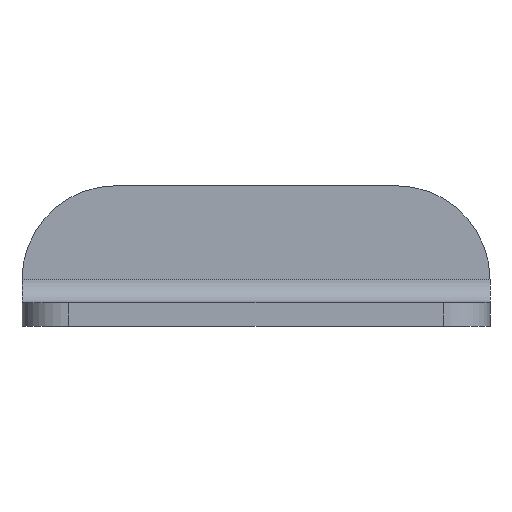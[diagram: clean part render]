
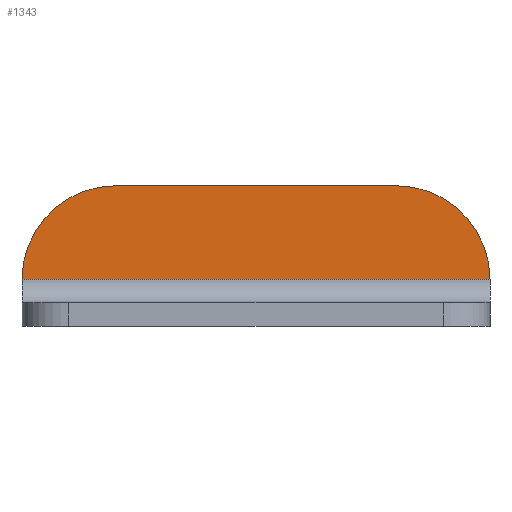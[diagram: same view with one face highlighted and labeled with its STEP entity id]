
A CAD part, front view. The second image highlights one B-rep face of the part: STEP entity #1343.
In plain terms, the highlighted planar face has unit normal (0, -1, 0).
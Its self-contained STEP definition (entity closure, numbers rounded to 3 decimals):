
#57 = VERTEX_POINT('',#58);
#58 = CARTESIAN_POINT('',(-50.,-2.5,10.));
#77 = CYLINDRICAL_SURFACE('',#78,5.);
#78 = AXIS2_PLACEMENT_3D('',#79,#80,#81);
#79 = CARTESIAN_POINT('',(50.,-7.5,10.));
#80 = DIRECTION('',(-1.,0.,0.));
#81 = DIRECTION('',(-0.,0.,-1.));
#105 = CYLINDRICAL_SURFACE('',#106,20.);
#106 = AXIS2_PLACEMENT_3D('',#107,#108,#109);
#107 = CARTESIAN_POINT('',(-30.,-2.5,10.));
#108 = DIRECTION('',(0.,1.,0.));
#109 = DIRECTION('',(0.,0.,1.));
#464 = VERTEX_POINT('',#465);
#465 = CARTESIAN_POINT('',(50.,-2.5,10.));
#487 = EDGE_CURVE('',#464,#57,#488,.T.);
#488 = SURFACE_CURVE('',#489,(#493,#500),.PCURVE_S1.);
#489 = LINE('',#490,#491);
#490 = CARTESIAN_POINT('',(50.,-2.5,10.));
#491 = VECTOR('',#492,1.);
#492 = DIRECTION('',(-1.,0.,0.));
#493 = PCURVE('',#77,#494);
#494 = DEFINITIONAL_REPRESENTATION('',(#495),#499);
#495 = LINE('',#496,#497);
#496 = CARTESIAN_POINT('',(-1.571,0.));
#497 = VECTOR('',#498,1.);
#498 = DIRECTION('',(-0.,1.));
#499 = ( GEOMETRIC_REPRESENTATION_CONTEXT(2) 
PARAMETRIC_REPRESENTATION_CONTEXT() REPRESENTATION_CONTEXT('2D SPACE',''
  ) );
#500 = PCURVE('',#501,#506);
#501 = PLANE('',#502);
#502 = AXIS2_PLACEMENT_3D('',#503,#504,#505);
#503 = CARTESIAN_POINT('',(50.,-2.5,5.));
#504 = DIRECTION('',(0.,-1.,0.));
#505 = DIRECTION('',(-1.,0.,0.));
#506 = DEFINITIONAL_REPRESENTATION('',(#507),#511);
#507 = LINE('',#508,#509);
#508 = CARTESIAN_POINT('',(0.,-5.));
#509 = VECTOR('',#510,1.);
#510 = DIRECTION('',(1.,0.));
#511 = ( GEOMETRIC_REPRESENTATION_CONTEXT(2) 
PARAMETRIC_REPRESENTATION_CONTEXT() REPRESENTATION_CONTEXT('2D SPACE',''
  ) );
#568 = EDGE_CURVE('',#569,#57,#571,.T.);
#569 = VERTEX_POINT('',#570);
#570 = CARTESIAN_POINT('',(-30.,-2.5,30.));
#571 = SURFACE_CURVE('',#572,(#577,#584),.PCURVE_S1.);
#572 = CIRCLE('',#573,20.);
#573 = AXIS2_PLACEMENT_3D('',#574,#575,#576);
#574 = CARTESIAN_POINT('',(-30.,-2.5,10.));
#575 = DIRECTION('',(0.,-1.,0.));
#576 = DIRECTION('',(0.,0.,1.));
#577 = PCURVE('',#105,#578);
#578 = DEFINITIONAL_REPRESENTATION('',(#579),#583);
#579 = LINE('',#580,#581);
#580 = CARTESIAN_POINT('',(-0.,0.));
#581 = VECTOR('',#582,1.);
#582 = DIRECTION('',(-1.,0.));
#583 = ( GEOMETRIC_REPRESENTATION_CONTEXT(2) 
PARAMETRIC_REPRESENTATION_CONTEXT() REPRESENTATION_CONTEXT('2D SPACE',''
  ) );
#584 = PCURVE('',#501,#585);
#585 = DEFINITIONAL_REPRESENTATION('',(#586),#590);
#586 = CIRCLE('',#587,20.);
#587 = AXIS2_PLACEMENT_2D('',#588,#589);
#588 = CARTESIAN_POINT('',(80.,-5.));
#589 = DIRECTION('',(0.,-1.));
#590 = ( GEOMETRIC_REPRESENTATION_CONTEXT(2) 
PARAMETRIC_REPRESENTATION_CONTEXT() REPRESENTATION_CONTEXT('2D SPACE',''
  ) );
#640 = PLANE('',#641);
#641 = AXIS2_PLACEMENT_3D('',#642,#643,#644);
#642 = CARTESIAN_POINT('',(0.,0.,30.));
#643 = DIRECTION('',(0.,0.,1.));
#644 = DIRECTION('',(1.,0.,0.));
#1199 = CYLINDRICAL_SURFACE('',#1200,20.);
#1200 = AXIS2_PLACEMENT_3D('',#1201,#1202,#1203);
#1201 = CARTESIAN_POINT('',(30.,2.5,10.));
#1202 = DIRECTION('',(0.,-1.,0.));
#1203 = DIRECTION('',(0.,0.,1.));
#1343 = ADVANCED_FACE('',(#1344),#501,.T.);
#1344 = FACE_BOUND('',#1345,.T.);
#1345 = EDGE_LOOP('',(#1346,#1347,#1375,#1396));
#1346 = ORIENTED_EDGE('',*,*,#487,.F.);
#1347 = ORIENTED_EDGE('',*,*,#1348,.F.);
#1348 = EDGE_CURVE('',#1349,#464,#1351,.T.);
#1349 = VERTEX_POINT('',#1350);
#1350 = CARTESIAN_POINT('',(30.,-2.5,30.));
#1351 = SURFACE_CURVE('',#1352,(#1357,#1368),.PCURVE_S1.);
#1352 = CIRCLE('',#1353,20.);
#1353 = AXIS2_PLACEMENT_3D('',#1354,#1355,#1356);
#1354 = CARTESIAN_POINT('',(30.,-2.5,10.));
#1355 = DIRECTION('',(-0.,1.,0.));
#1356 = DIRECTION('',(0.,0.,-1.));
#1357 = PCURVE('',#501,#1358);
#1358 = DEFINITIONAL_REPRESENTATION('',(#1359),#1367);
#1359 = ( BOUNDED_CURVE() B_SPLINE_CURVE(2,(#1360,#1361,#1362,#1363,
#1364,#1365,#1366),.UNSPECIFIED.,.T.,.F.) B_SPLINE_CURVE_WITH_KNOTS((1,2
    ,2,2,2,1),(-2.094,0.,2.094,4.189,
6.283,8.378),.UNSPECIFIED.) CURVE() 
GEOMETRIC_REPRESENTATION_ITEM() RATIONAL_B_SPLINE_CURVE((1.,0.5,1.,0.5,
1.,0.5,1.)) REPRESENTATION_ITEM('') );
#1360 = CARTESIAN_POINT('',(20.,15.));
#1361 = CARTESIAN_POINT('',(54.641,15.));
#1362 = CARTESIAN_POINT('',(37.321,-15.));
#1363 = CARTESIAN_POINT('',(20.,-45.));
#1364 = CARTESIAN_POINT('',(2.679,-15.));
#1365 = CARTESIAN_POINT('',(-14.641,15.));
#1366 = CARTESIAN_POINT('',(20.,15.));
#1367 = ( GEOMETRIC_REPRESENTATION_CONTEXT(2) 
PARAMETRIC_REPRESENTATION_CONTEXT() REPRESENTATION_CONTEXT('2D SPACE',''
  ) );
#1368 = PCURVE('',#1199,#1369);
#1369 = DEFINITIONAL_REPRESENTATION('',(#1370),#1374);
#1370 = LINE('',#1371,#1372);
#1371 = CARTESIAN_POINT('',(3.142,5.));
#1372 = VECTOR('',#1373,1.);
#1373 = DIRECTION('',(-1.,0.));
#1374 = ( GEOMETRIC_REPRESENTATION_CONTEXT(2) 
PARAMETRIC_REPRESENTATION_CONTEXT() REPRESENTATION_CONTEXT('2D SPACE',''
  ) );
#1375 = ORIENTED_EDGE('',*,*,#1376,.T.);
#1376 = EDGE_CURVE('',#1349,#569,#1377,.T.);
#1377 = SURFACE_CURVE('',#1378,(#1382,#1389),.PCURVE_S1.);
#1378 = LINE('',#1379,#1380);
#1379 = CARTESIAN_POINT('',(50.,-2.5,30.));
#1380 = VECTOR('',#1381,1.);
#1381 = DIRECTION('',(-1.,0.,0.));
#1382 = PCURVE('',#501,#1383);
#1383 = DEFINITIONAL_REPRESENTATION('',(#1384),#1388);
#1384 = LINE('',#1385,#1386);
#1385 = CARTESIAN_POINT('',(0.,-25.));
#1386 = VECTOR('',#1387,1.);
#1387 = DIRECTION('',(1.,0.));
#1388 = ( GEOMETRIC_REPRESENTATION_CONTEXT(2) 
PARAMETRIC_REPRESENTATION_CONTEXT() REPRESENTATION_CONTEXT('2D SPACE',''
  ) );
#1389 = PCURVE('',#640,#1390);
#1390 = DEFINITIONAL_REPRESENTATION('',(#1391),#1395);
#1391 = LINE('',#1392,#1393);
#1392 = CARTESIAN_POINT('',(50.,-2.5));
#1393 = VECTOR('',#1394,1.);
#1394 = DIRECTION('',(-1.,0.));
#1395 = ( GEOMETRIC_REPRESENTATION_CONTEXT(2) 
PARAMETRIC_REPRESENTATION_CONTEXT() REPRESENTATION_CONTEXT('2D SPACE',''
  ) );
#1396 = ORIENTED_EDGE('',*,*,#568,.T.);
